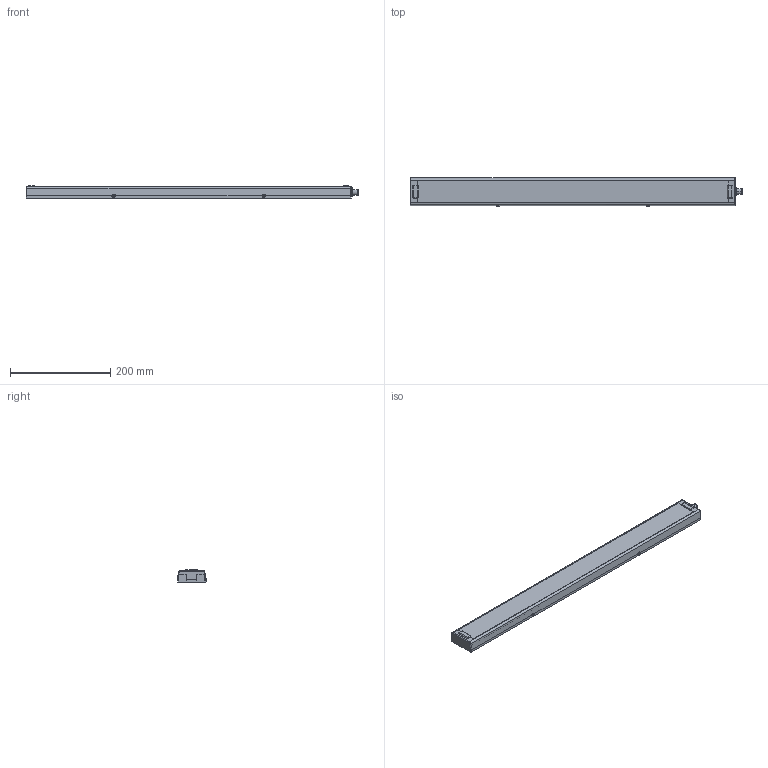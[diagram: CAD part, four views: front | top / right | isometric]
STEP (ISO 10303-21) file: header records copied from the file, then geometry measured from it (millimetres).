
FILE_DESCRIPTION (( 'STEP AP214' ), '1' );
FILE_NAME ('CLK6C-24AG-CD.step', '2019-03-26T15:48:17', ( '' ), ( '' ), 'SwSTEP 2.0', 'SolidWorks 2018', '' );
FILE_SCHEMA (( 'AUTOMOTIVE_DESIGN' ));
Length unit declared in the file: inch
Products named in the file (1): CLK6C-24AG-CD
Bounding box: 663 x 57.6 x 25.7 mm (x, y, z)
Volume: 591984 mm3; surface area: 174573.3 mm2
Topology: 6 solids, 6 shells, 418 faces, 1049 edges, 672 vertices
Faces by surface type: plane 178, cylinder 129, bspline 73, cone 30, sphere 8
Entity records: 19001 total; most frequent: CARTESIAN_POINT 4896, ORIENTED_EDGE 2050, DIRECTION 1872, EDGE_CURVE 1025, AXIS2_PLACEMENT_3D 674, VERTEX_POINT 664, VECTOR 524, LINE 524
